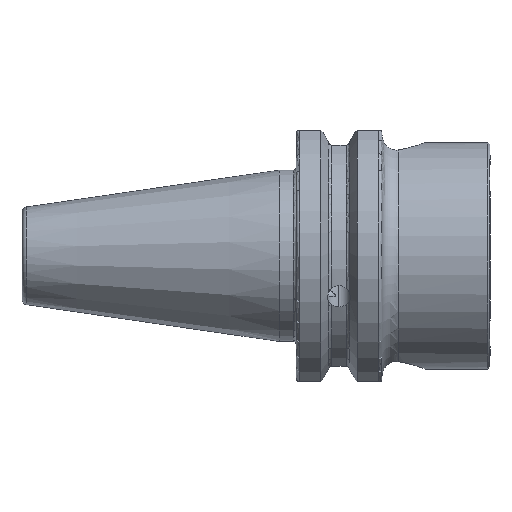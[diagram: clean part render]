
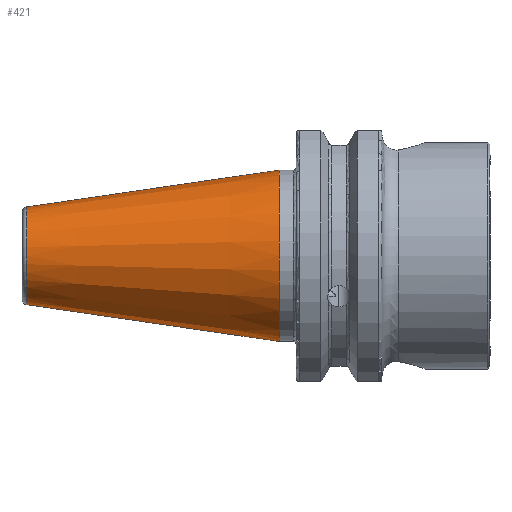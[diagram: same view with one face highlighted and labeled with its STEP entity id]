
A CAD part, front view. The second image highlights one B-rep face of the part: STEP entity #421.
In plain terms, the highlighted conical face has half-angle 8.297 degrees and reference radius 15.875 mm.
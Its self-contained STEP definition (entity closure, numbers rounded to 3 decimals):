
#71 = VERTEX_POINT ( 'NONE', #4538 ) ;
#421 = ADVANCED_FACE ( 'NONE', ( #5977 ), #5802, .T. ) ;
#541 = AXIS2_PLACEMENT_3D ( 'NONE', #1605, #5602, #2170 ) ;
#1017 = CARTESIAN_POINT ( 'NONE',  ( -46.794, 0., 9.051 ) ) ;
#1026 = AXIS2_PLACEMENT_3D ( 'NONE', #2954, #6918, #3520 ) ;
#1112 = LINE ( 'NONE', #2140, #2632 ) ;
#1605 = CARTESIAN_POINT ( 'NONE',  ( 0., 0., 0. ) ) ;
#1982 = AXIS2_PLACEMENT_3D ( 'NONE', #6706, #6911, #6676 ) ;
#2077 = EDGE_CURVE ( 'NONE', #4265, #3638, #4863, .T. ) ;
#2140 = CARTESIAN_POINT ( 'NONE',  ( 0., 0., 15.875 ) ) ;
#2170 = DIRECTION ( 'NONE',  ( 0., 0., 1. ) ) ;
#2632 = VECTOR ( 'NONE', #6156, 1000. ) ;
#2791 = EDGE_LOOP ( 'NONE', ( #4249, #4066, #3623, #3375 ) ) ;
#2954 = CARTESIAN_POINT ( 'NONE',  ( -46.794, 0., 0. ) ) ;
#2964 = EDGE_CURVE ( 'NONE', #3638, #71, #5119, .T. ) ;
#3228 = DIRECTION ( 'NONE',  ( 0.99, 0., -0.144 ) ) ;
#3375 = ORIENTED_EDGE ( 'NONE', *, *, #2964, .T. ) ;
#3446 = CARTESIAN_POINT ( 'NONE',  ( 0., 0., -15.875 ) ) ;
#3520 = DIRECTION ( 'NONE',  ( 0., 0., 1. ) ) ;
#3530 = CARTESIAN_POINT ( 'NONE',  ( 0., 0., -15.875 ) ) ;
#3623 = ORIENTED_EDGE ( 'NONE', *, *, #2077, .T. ) ;
#3638 = VERTEX_POINT ( 'NONE', #3446 ) ;
#3699 = EDGE_CURVE ( 'NONE', #4265, #6866, #4036, .T. ) ;
#3753 = CARTESIAN_POINT ( 'NONE',  ( -46.794, 0., -9.051 ) ) ;
#4036 = CIRCLE ( 'NONE', #1026, 9.051 ) ;
#4066 = ORIENTED_EDGE ( 'NONE', *, *, #3699, .F. ) ;
#4249 = ORIENTED_EDGE ( 'NONE', *, *, #4756, .F. ) ;
#4265 = VERTEX_POINT ( 'NONE', #3753 ) ;
#4538 = CARTESIAN_POINT ( 'NONE',  ( 0., 0., 15.875 ) ) ;
#4756 = EDGE_CURVE ( 'NONE', #6866, #71, #1112, .T. ) ;
#4863 = LINE ( 'NONE', #3530, #6220 ) ;
#5119 = CIRCLE ( 'NONE', #541, 15.875 ) ;
#5602 = DIRECTION ( 'NONE',  ( -1., 0., 0. ) ) ;
#5802 = CONICAL_SURFACE ( 'NONE', #1982, 15.875, 0.145 ) ;
#5977 = FACE_OUTER_BOUND ( 'NONE', #2791, .T. ) ;
#6156 = DIRECTION ( 'NONE',  ( 0.99, 0., 0.144 ) ) ;
#6220 = VECTOR ( 'NONE', #3228, 1000. ) ;
#6676 = DIRECTION ( 'NONE',  ( 0., 0., -1. ) ) ;
#6706 = CARTESIAN_POINT ( 'NONE',  ( 0., 0., 0. ) ) ;
#6866 = VERTEX_POINT ( 'NONE', #1017 ) ;
#6911 = DIRECTION ( 'NONE',  ( 1., 0., 0. ) ) ;
#6918 = DIRECTION ( 'NONE',  ( -1., 0., 0. ) ) ;
